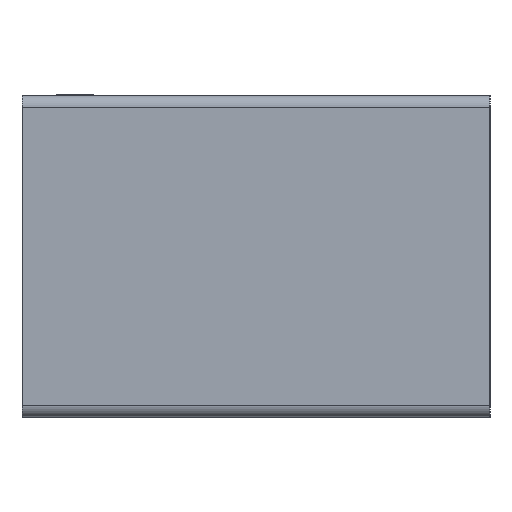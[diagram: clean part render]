
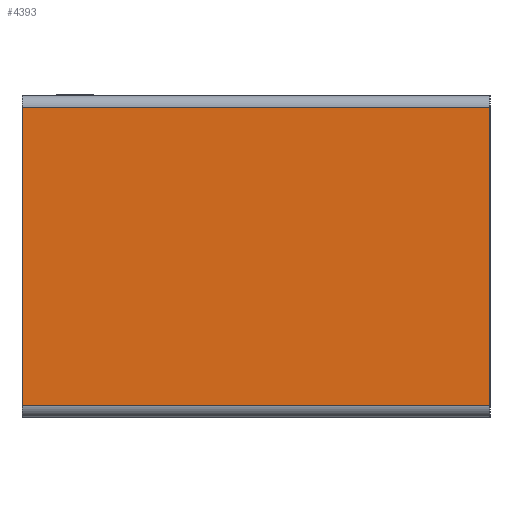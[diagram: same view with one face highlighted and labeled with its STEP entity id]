
A CAD part, left-side view. The second image highlights one B-rep face of the part: STEP entity #4393.
In plain terms, the highlighted planar face has unit normal (-1, 0, 0).
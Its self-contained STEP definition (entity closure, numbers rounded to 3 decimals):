
#459=PLANE('',#4681);
#581=FACE_OUTER_BOUND('',#833,.T.);
#833=EDGE_LOOP('',(#3139,#3140,#3141,#3142));
#1112=LINE('',#5662,#1506);
#1124=LINE('',#5700,#1518);
#1125=LINE('',#5703,#1519);
#1126=LINE('',#5704,#1520);
#1506=VECTOR('',#4920,0.51);
#1518=VECTOR('',#4960,0.8);
#1519=VECTOR('',#4963,0.8);
#1520=VECTOR('',#4964,0.51);
#1927=VERTEX_POINT('',#5659);
#1928=VERTEX_POINT('',#5661);
#1939=VERTEX_POINT('',#5696);
#1941=VERTEX_POINT('',#5702);
#2391=EDGE_CURVE('',#1927,#1928,#1112,.T.);
#2411=EDGE_CURVE('',#1928,#1939,#1124,.T.);
#2412=EDGE_CURVE('',#1941,#1927,#1125,.T.);
#2413=EDGE_CURVE('',#1941,#1939,#1126,.T.);
#3139=ORIENTED_EDGE('',*,*,#2411,.F.);
#3140=ORIENTED_EDGE('',*,*,#2391,.F.);
#3141=ORIENTED_EDGE('',*,*,#2412,.F.);
#3142=ORIENTED_EDGE('',*,*,#2413,.T.);
#4393=ADVANCED_FACE('',(#581),#459,.T.);
#4681=AXIS2_PLACEMENT_3D('',#5701,#4961,#4962);
#4920=DIRECTION('',(0.,0.,1.));
#4960=DIRECTION('',(0.,-1.,0.));
#4961=DIRECTION('center_axis',(-1.,0.,0.));
#4962=DIRECTION('ref_axis',(0.,-1.,0.));
#4963=DIRECTION('',(0.,1.,0.));
#4964=DIRECTION('',(0.,0.,1.));
#5659=CARTESIAN_POINT('',(-0.8,0.4,0.02));
#5661=CARTESIAN_POINT('',(-0.8,0.4,0.53));
#5662=CARTESIAN_POINT('',(-0.8,0.4,0.));
#5696=CARTESIAN_POINT('',(-0.8,-0.4,0.53));
#5700=CARTESIAN_POINT('',(-0.8,0.2,0.53));
#5701=CARTESIAN_POINT('Origin',(-0.8,0.4,0.));
#5702=CARTESIAN_POINT('',(-0.8,-0.4,0.02));
#5703=CARTESIAN_POINT('',(-0.8,0.2,0.02));
#5704=CARTESIAN_POINT('',(-0.8,-0.4,0.));
